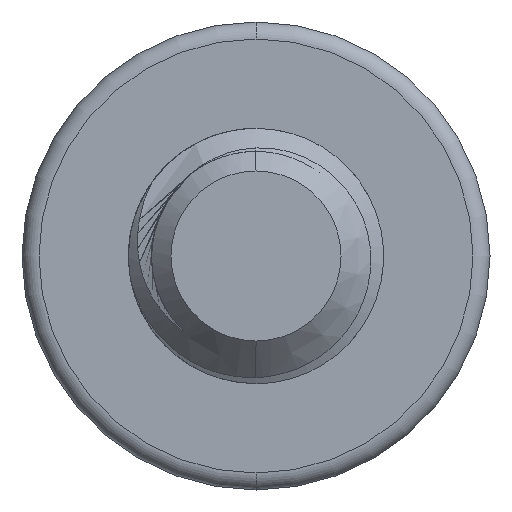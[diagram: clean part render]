
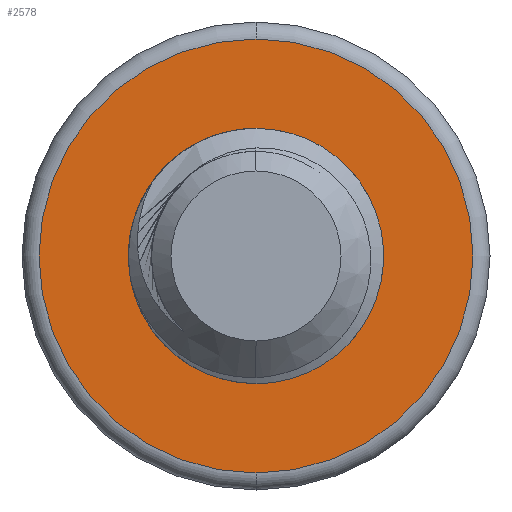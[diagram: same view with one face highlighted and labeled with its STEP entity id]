
A CAD part, front view. The second image highlights one B-rep face of the part: STEP entity #2578.
In plain terms, the highlighted planar face has unit normal (0, -1, 0).
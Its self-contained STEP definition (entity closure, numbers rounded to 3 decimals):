
#152 = CARTESIAN_POINT ( 'NONE',  ( 0., 25., -1.5 ) ) ;
#197 = EDGE_CURVE ( 'NONE', #7766, #429, #5190, .T. ) ;
#429 = VERTEX_POINT ( 'NONE', #6395 ) ;
#446 = AXIS2_PLACEMENT_3D ( 'NONE', #8455, #4260, #4395 ) ;
#869 = CARTESIAN_POINT ( 'NONE',  ( 0., 25., -2.55 ) ) ;
#1181 = DIRECTION ( 'NONE',  ( 0., 0., 1. ) ) ;
#1978 = ORIENTED_EDGE ( 'NONE', *, *, #7178, .T. ) ;
#2197 = CARTESIAN_POINT ( 'NONE',  ( 0., 25., 1.5 ) ) ;
#2578 = ADVANCED_FACE ( 'NONE', ( #8700, #7324 ), #2605, .F. ) ;
#2605 = PLANE ( 'NONE',  #5204 ) ;
#2847 = CARTESIAN_POINT ( 'NONE',  ( 0., 25., 0. ) ) ;
#2855 = DIRECTION ( 'NONE',  ( 0., 0., 1. ) ) ;
#2899 = CARTESIAN_POINT ( 'NONE',  ( 0., 25., 0. ) ) ;
#3469 = CIRCLE ( 'NONE', #8515, 1.5 ) ;
#3515 = DIRECTION ( 'NONE',  ( 0., 0., 1. ) ) ;
#3557 = DIRECTION ( 'NONE',  ( 0., 1., 0. ) ) ;
#3595 = EDGE_LOOP ( 'NONE', ( #1978, #7028 ) ) ;
#3914 = DIRECTION ( 'NONE',  ( 0., 1., 0. ) ) ;
#4120 = ORIENTED_EDGE ( 'NONE', *, *, #6276, .T. ) ;
#4253 = VERTEX_POINT ( 'NONE', #152 ) ;
#4260 = DIRECTION ( 'NONE',  ( 0., -1., 0. ) ) ;
#4395 = DIRECTION ( 'NONE',  ( 0., 0., 1. ) ) ;
#4480 = CIRCLE ( 'NONE', #5050, 1.5 ) ;
#5050 = AXIS2_PLACEMENT_3D ( 'NONE', #2899, #8396, #2855 ) ;
#5190 = CIRCLE ( 'NONE', #6330, 2.55 ) ;
#5204 = AXIS2_PLACEMENT_3D ( 'NONE', #6698, #3914, #8606 ) ;
#5361 = ORIENTED_EDGE ( 'NONE', *, *, #5547, .T. ) ;
#5547 = EDGE_CURVE ( 'NONE', #7140, #4253, #4480, .T. ) ;
#6276 = EDGE_CURVE ( 'NONE', #4253, #7140, #3469, .T. ) ;
#6330 = AXIS2_PLACEMENT_3D ( 'NONE', #6796, #7340, #1181 ) ;
#6395 = CARTESIAN_POINT ( 'NONE',  ( 0., 25., 2.55 ) ) ;
#6698 = CARTESIAN_POINT ( 'NONE',  ( 0., 25., 0. ) ) ;
#6796 = CARTESIAN_POINT ( 'NONE',  ( 0., 25., 0. ) ) ;
#7028 = ORIENTED_EDGE ( 'NONE', *, *, #197, .T. ) ;
#7140 = VERTEX_POINT ( 'NONE', #2197 ) ;
#7178 = EDGE_CURVE ( 'NONE', #429, #7766, #8646, .T. ) ;
#7324 = FACE_BOUND ( 'NONE', #7432, .T. ) ;
#7340 = DIRECTION ( 'NONE',  ( 0., -1., 0. ) ) ;
#7432 = EDGE_LOOP ( 'NONE', ( #4120, #5361 ) ) ;
#7766 = VERTEX_POINT ( 'NONE', #869 ) ;
#8396 = DIRECTION ( 'NONE',  ( 0., 1., 0. ) ) ;
#8455 = CARTESIAN_POINT ( 'NONE',  ( 0., 25., 0. ) ) ;
#8515 = AXIS2_PLACEMENT_3D ( 'NONE', #2847, #3557, #3515 ) ;
#8606 = DIRECTION ( 'NONE',  ( 0., 0., 1. ) ) ;
#8646 = CIRCLE ( 'NONE', #446, 2.55 ) ;
#8700 = FACE_OUTER_BOUND ( 'NONE', #3595, .T. ) ;
